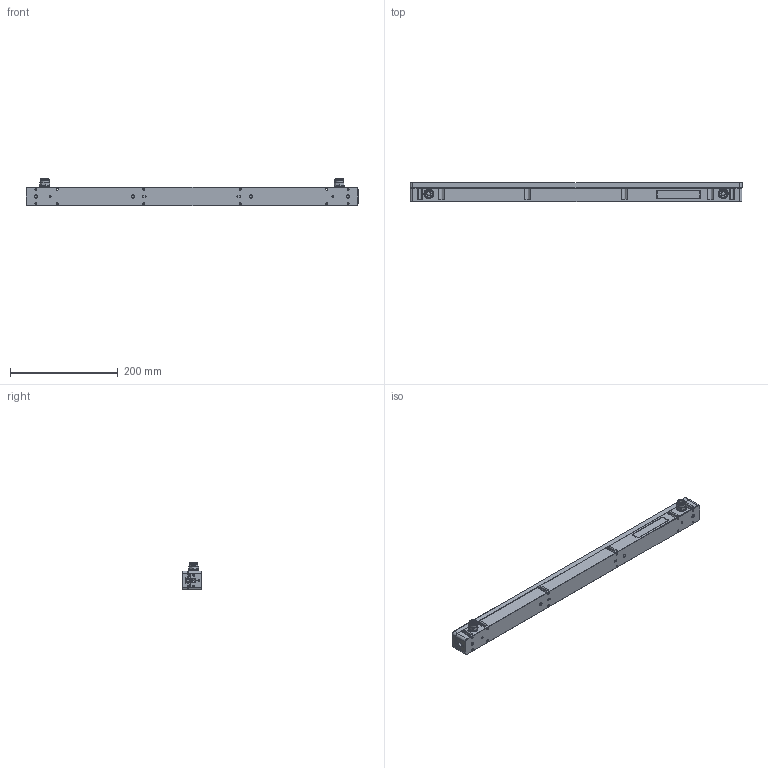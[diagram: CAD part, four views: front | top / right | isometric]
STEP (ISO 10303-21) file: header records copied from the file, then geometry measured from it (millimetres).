
FILE_DESCRIPTION (( 'STEP AP214' ), '1' );
FILE_NAME ('118729.step', '2024-05-29T12:11:53', ( '' ), ( '' ), 'SwSTEP 2.0', 'SolidWorks 2022', '' );
FILE_SCHEMA (( 'AUTOMOTIVE_DESIGN' ));
Length unit declared in the file: millimetre
Products named in the file (1): 118729
Bounding box: 617 x 35.3 x 51.77 mm (x, y, z)
Volume: 745693.2 mm3; surface area: 110222.8 mm2
Topology: 45 solids, 67 shells, 1201 faces, 2837 edges, 1780 vertices
Faces by surface type: plane 645, cone 196, cylinder 186, bspline 158, torus 16
Full cylindrical faces by diameter (mm): 2.5 x14, 2.8 x8, 3 x4, 3.3 x20, 4.3 x12, 5 x4, 6 x12, 7.23 x2, 8.16 x2, 8.45 x2, 8.5 x2, 8.8 x4, 9.48 x2, 9.7 x2, 11.445 x2, 11.491 x2, 11.5 x2, 13.157 x2, 13.8 x2, 15 x2, 16 x4, 18.2 x2
Entity records: 52963 total; most frequent: CARTESIAN_POINT 14124, ORIENTED_EDGE 4966, DIRECTION 4820, EDGE_CURVE 2483, AXIS2_PLACEMENT_3D 1735, VERTEX_POINT 1682, EDGE_LOOP 1567, VECTOR 1350
